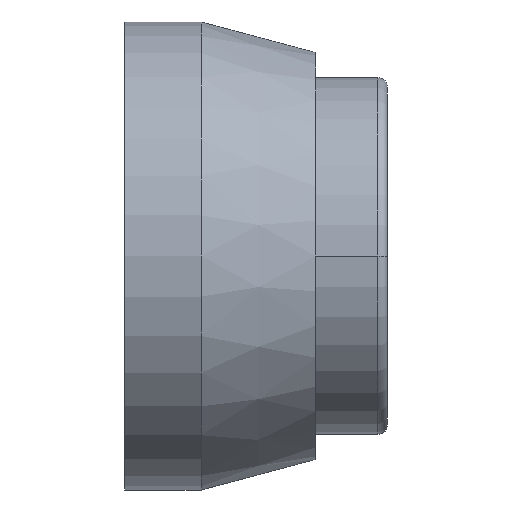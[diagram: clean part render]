
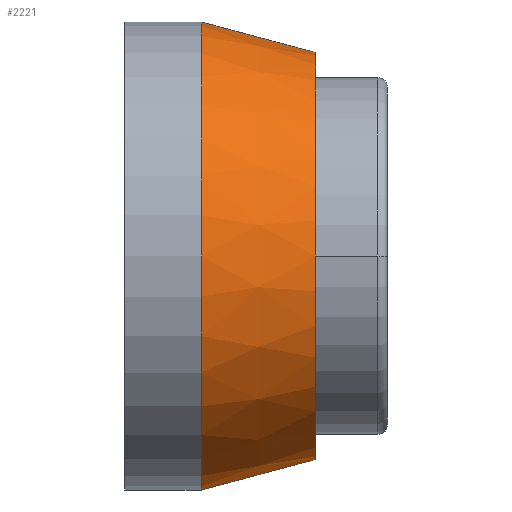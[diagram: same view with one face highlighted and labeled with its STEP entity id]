
A CAD part, left-side view. The second image highlights one B-rep face of the part: STEP entity #2221.
In plain terms, the highlighted conical face has half-angle 14.931 degrees and reference radius 213 mm.
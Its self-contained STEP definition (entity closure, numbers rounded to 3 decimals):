
#337 = AXIS2_PLACEMENT_3D ( 'NONE', #13241, #6118, #5097 ) ;
#536 = CARTESIAN_POINT ( 'NONE',  ( 0., -120., 213. ) ) ;
#1408 = ORIENTED_EDGE ( 'NONE', *, *, #10840, .T. ) ;
#2083 = ORIENTED_EDGE ( 'NONE', *, *, #10909, .F. ) ;
#2221 = ADVANCED_FACE ( 'NONE', ( #5092 ), #3605, .T. ) ;
#2255 = CARTESIAN_POINT ( 'NONE',  ( 0., 0., 0. ) ) ;
#2490 = VERTEX_POINT ( 'NONE', #10121 ) ;
#2632 = EDGE_CURVE ( 'NONE', #10799, #2490, #6677, .T. ) ;
#2951 = VECTOR ( 'NONE', #9261, 1000. ) ;
#3605 = CONICAL_SURFACE ( 'NONE', #7090, 213., 0.261 ) ;
#4445 = DIRECTION ( 'NONE',  ( 0., 1., 0. ) ) ;
#5019 = DIRECTION ( 'NONE',  ( 0., 1., 0. ) ) ;
#5092 = FACE_OUTER_BOUND ( 'NONE', #9704, .T. ) ;
#5097 = DIRECTION ( 'NONE',  ( 0., 0., 1. ) ) ;
#5351 = CIRCLE ( 'NONE', #337, 213. ) ;
#5389 = CARTESIAN_POINT ( 'NONE',  ( 0., -120., -213. ) ) ;
#5614 = DIRECTION ( 'NONE',  ( 0., 0., 1. ) ) ;
#6118 = DIRECTION ( 'NONE',  ( 0., 1., 0. ) ) ;
#6677 = CIRCLE ( 'NONE', #13239, 245. ) ;
#7090 = AXIS2_PLACEMENT_3D ( 'NONE', #8148, #5019, #7272 ) ;
#7272 = DIRECTION ( 'NONE',  ( 0., 0., 1. ) ) ;
#8148 = CARTESIAN_POINT ( 'NONE',  ( 0., -120., 0. ) ) ;
#8445 = CARTESIAN_POINT ( 'NONE',  ( 0., 0., -245. ) ) ;
#9261 = DIRECTION ( 'NONE',  ( 0., 0.966, 0.258 ) ) ;
#9403 = DIRECTION ( 'NONE',  ( 0., 0.966, -0.258 ) ) ;
#9704 = EDGE_LOOP ( 'NONE', ( #2083, #9797, #1408, #11627 ) ) ;
#9797 = ORIENTED_EDGE ( 'NONE', *, *, #11352, .T. ) ;
#10121 = CARTESIAN_POINT ( 'NONE',  ( 0., 0., 245. ) ) ;
#10499 = LINE ( 'NONE', #13526, #2951 ) ;
#10596 = VECTOR ( 'NONE', #9403, 1000. ) ;
#10799 = VERTEX_POINT ( 'NONE', #8445 ) ;
#10840 = EDGE_CURVE ( 'NONE', #12905, #2490, #10499, .T. ) ;
#10909 = EDGE_CURVE ( 'NONE', #12872, #10799, #13455, .T. ) ;
#11352 = EDGE_CURVE ( 'NONE', #12872, #12905, #5351, .T. ) ;
#11627 = ORIENTED_EDGE ( 'NONE', *, *, #2632, .F. ) ;
#11959 = CARTESIAN_POINT ( 'NONE',  ( 0., -120., -213. ) ) ;
#12872 = VERTEX_POINT ( 'NONE', #11959 ) ;
#12905 = VERTEX_POINT ( 'NONE', #536 ) ;
#13239 = AXIS2_PLACEMENT_3D ( 'NONE', #2255, #4445, #5614 ) ;
#13241 = CARTESIAN_POINT ( 'NONE',  ( 0., -120., 0. ) ) ;
#13455 = LINE ( 'NONE', #5389, #10596 ) ;
#13526 = CARTESIAN_POINT ( 'NONE',  ( 0., -120., 213. ) ) ;
